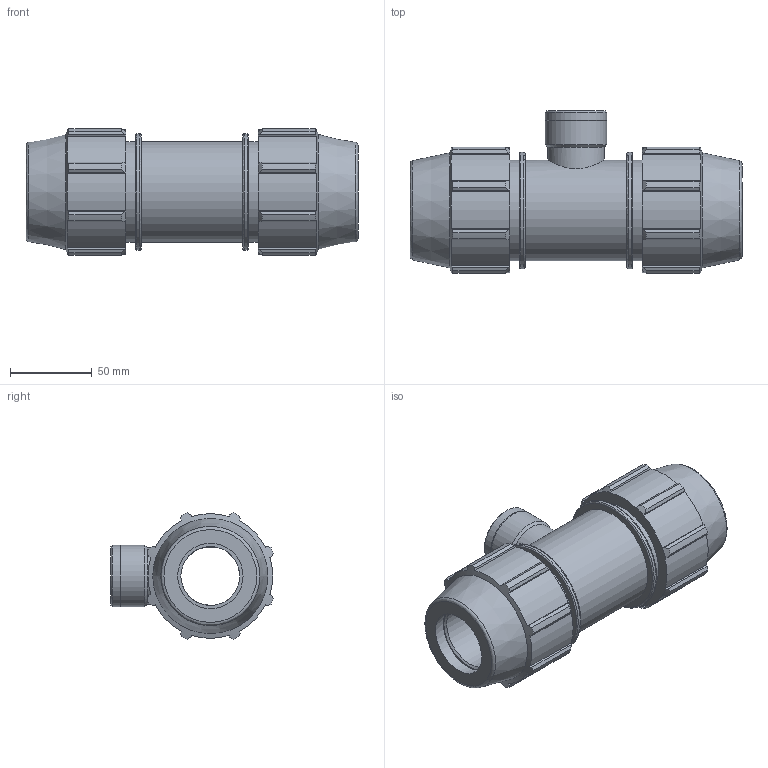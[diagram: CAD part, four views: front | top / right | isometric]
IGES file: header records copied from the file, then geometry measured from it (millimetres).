
Global section: file name: 071400040010_181400040010_0714060400100A.ipt; native system: Autodesk Inventor 2015; preprocessor: unknown; author: KIM; date: 20170606.172153; units: millimetre
Bounding box: 203 x 99.58 x 77.16 mm (x, y, z)
Volume: 511417.9 mm3; surface area: 90086.3 mm2
Topology: 1 solids, 1 shells, 157 faces, 441 edges, 298 vertices
Faces by surface type: plane 79, cylinder 40, cone 23, revolution 15
Full cylindrical faces by diameter (mm): 34.835 x1, 37.864 x2, 61.5 x3, 71.34 x2
